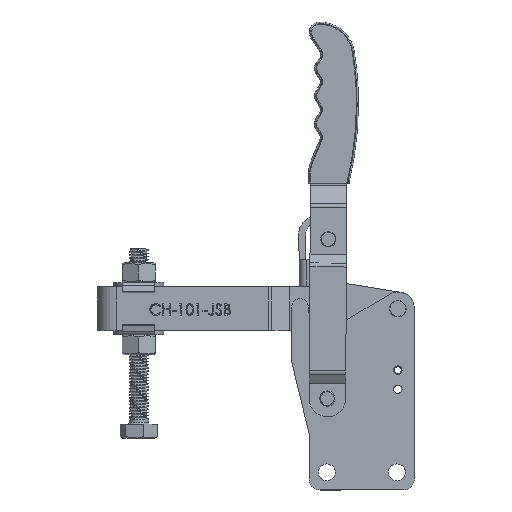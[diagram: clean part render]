
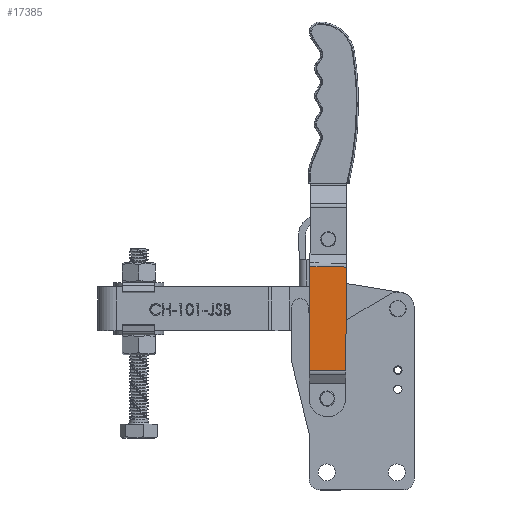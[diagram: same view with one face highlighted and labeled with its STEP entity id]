
A CAD part, top view. The second image highlights one B-rep face of the part: STEP entity #17385.
In plain terms, the highlighted face is planar.
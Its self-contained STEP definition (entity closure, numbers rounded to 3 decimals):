
#409 = LINE ( 'NONE', #40025, #9708 ) ;
#1026 = CARTESIAN_POINT ( 'NONE',  ( -33.2, -30.002, 35. ) ) ;
#3367 = CARTESIAN_POINT ( 'NONE',  ( -108.4, -30.002, 26.4 ) ) ;
#4062 = ORIENTED_EDGE ( 'NONE', *, *, #26376, .F. ) ;
#4518 = DIRECTION ( 'NONE',  ( 0., 1., 0. ) ) ;
#5132 = DIRECTION ( 'NONE',  ( 1., 0., 0. ) ) ;
#6069 = EDGE_CURVE ( 'NONE', #23061, #24259, #36360, .T. ) ;
#6851 = DIRECTION ( 'NONE',  ( -1., 0., 0. ) ) ;
#8691 = EDGE_LOOP ( 'NONE', ( #41564, #38355, #4062, #16750 ) ) ;
#9708 = VECTOR ( 'NONE', #5132, 1000. ) ;
#11512 = DIRECTION ( 'NONE',  ( 0., 0., -1. ) ) ;
#13472 = VECTOR ( 'NONE', #23499, 1000. ) ;
#14347 = CARTESIAN_POINT ( 'NONE',  ( -33.2, -30.002, 26.4 ) ) ;
#15302 = FACE_OUTER_BOUND ( 'NONE', #8691, .T. ) ;
#16750 = ORIENTED_EDGE ( 'NONE', *, *, #25317, .F. ) ;
#17385 = ADVANCED_FACE ( 'NONE', ( #15302 ), #21953, .F. ) ;
#19644 = LINE ( 'NONE', #35923, #28877 ) ;
#20806 = CARTESIAN_POINT ( 'NONE',  ( -108.4, -30.002, 0. ) ) ;
#21953 = PLANE ( 'NONE',  #40046 ) ;
#23061 = VERTEX_POINT ( 'NONE', #39229 ) ;
#23499 = DIRECTION ( 'NONE',  ( 0., 0., -1. ) ) ;
#24041 = EDGE_CURVE ( 'NONE', #43908, #24259, #19644, .T. ) ;
#24259 = VERTEX_POINT ( 'NONE', #20806 ) ;
#25317 = EDGE_CURVE ( 'NONE', #43908, #30370, #409, .T. ) ;
#26376 = EDGE_CURVE ( 'NONE', #30370, #23061, #33133, .T. ) ;
#28877 = VECTOR ( 'NONE', #11512, 1000. ) ;
#28939 = DIRECTION ( 'NONE',  ( 0., 0., -1. ) ) ;
#29269 = VECTOR ( 'NONE', #6851, 1000. ) ;
#30370 = VERTEX_POINT ( 'NONE', #14347 ) ;
#30815 = CARTESIAN_POINT ( 'NONE',  ( -33.2, -30.002, 0. ) ) ;
#33133 = LINE ( 'NONE', #44335, #13472 ) ;
#35923 = CARTESIAN_POINT ( 'NONE',  ( -108.4, -30.002, 35. ) ) ;
#36360 = LINE ( 'NONE', #30815, #29269 ) ;
#38355 = ORIENTED_EDGE ( 'NONE', *, *, #6069, .F. ) ;
#39229 = CARTESIAN_POINT ( 'NONE',  ( -33.2, -30.002, 0. ) ) ;
#40025 = CARTESIAN_POINT ( 'NONE',  ( -33.2, -30.002, 26.4 ) ) ;
#40046 = AXIS2_PLACEMENT_3D ( 'NONE', #1026, #4518, #28939 ) ;
#41564 = ORIENTED_EDGE ( 'NONE', *, *, #24041, .T. ) ;
#43908 = VERTEX_POINT ( 'NONE', #3367 ) ;
#44335 = CARTESIAN_POINT ( 'NONE',  ( -33.2, -30.002, 35. ) ) ;
